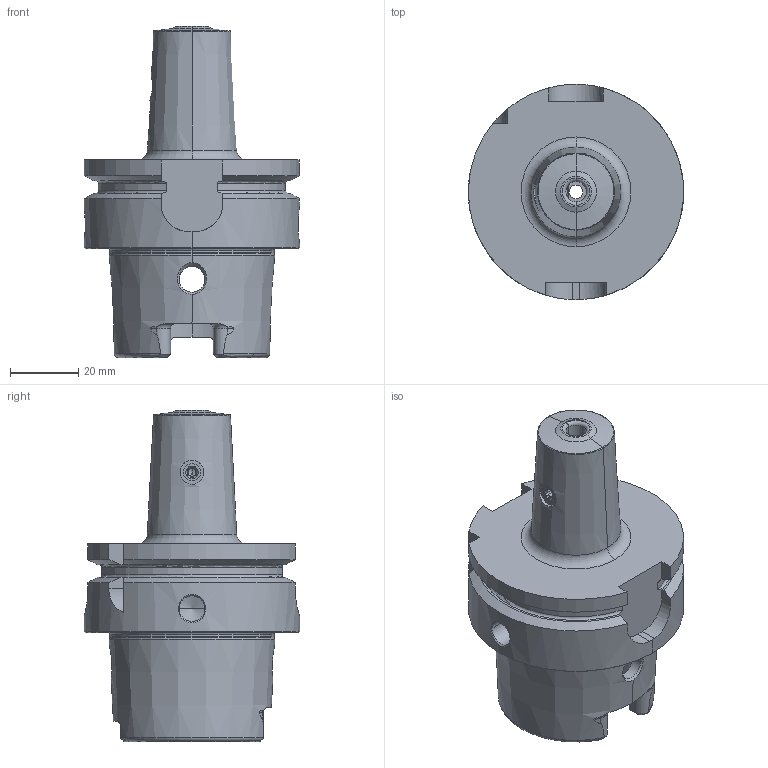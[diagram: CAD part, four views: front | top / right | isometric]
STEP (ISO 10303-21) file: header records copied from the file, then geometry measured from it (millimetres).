
FILE_DESCRIPTION((''),'2;1');
FILE_NAME('607223822-000','2019-05-29T12:08:03',('schmiedtm'),(''),'CREO PARAMETRIC BY PTC INC, 2018300','CREO PARAMETRIC BY PTC INC, 2018300','');
FILE_SCHEMA(('AUTOMOTIVE_DESIGN { 1 0 10303 214 1 1 1 1 }'));
Length unit declared in the file: millimetre
Products named in the file (1): 607223822-000
Bounding box: 63 x 63 x 96.9 mm (x, y, z)
Volume: 97770.4 mm3; surface area: 26211 mm2
Topology: 1 solids, 2 shells, 214 faces, 528 edges, 326 vertices
Faces by surface type: cylinder 75, plane 55, cone 54, torus 30
Entity records: 9994 total; most frequent: CARTESIAN_POINT 3162, DIRECTION 1077, ORIENTED_EDGE 1048, PRESENTATION_STYLE_ASSIGNMENT 525, STYLED_ITEM 525, CURVE_STYLE 524, EDGE_CURVE 524, AXIS2_PLACEMENT_3D 444
